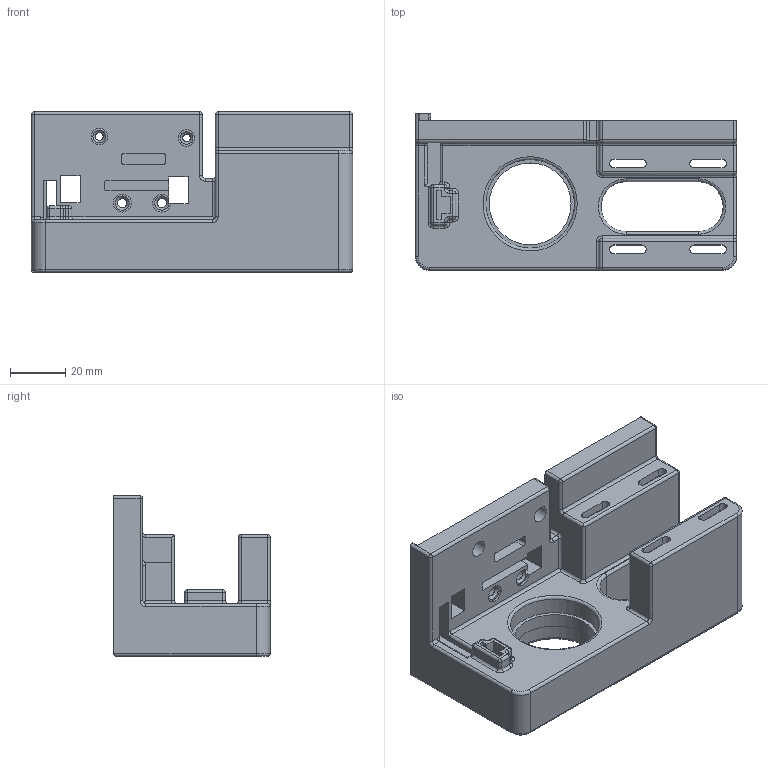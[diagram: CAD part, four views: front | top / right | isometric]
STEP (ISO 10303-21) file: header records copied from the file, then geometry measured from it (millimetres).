
FILE_DESCRIPTION(/* description */ (''),/* implementation_level */ '2;1');
FILE_NAME(/* name */ 'Ender v3se - carriage mount.step',/* time_stamp */ '2025-11-08T21:51:55+01:00',/* author */ (''),/* organization */ (''),/* preprocessor_version */ 'ST-DEVELOPER v20.1',/* originating_system */ 'Autodesk Translation Framework v14.21.0.0',/* authorisation */ '');
FILE_SCHEMA (('AUTOMOTIVE_DESIGN { 1 0 10303 214 3 1 1 }'));
Length unit declared in the file: millimetre
Products named in the file (1): Ender v3se - carriage mount
Bounding box: 115.89 x 56.5 x 58 mm (x, y, z)
Volume: 133414.8 mm3; surface area: 41670.5 mm2
Topology: 1 solids, 1 shells, 295 faces, 709 edges, 428 vertices
Faces by surface type: cylinder 129, plane 107, torus 39, sphere 16, cone 4
Full cylindrical faces by diameter (mm): 2.774 x2, 3.317 x2, 6 x4, 6.5 x2, 11 x3, 29.5 x1, 32 x2
Entity records: 8635 total; most frequent: DIRECTION 1589, CARTESIAN_POINT 1507, ORIENTED_EDGE 1418, EDGE_CURVE 709, AXIS2_PLACEMENT_3D 594, VERTEX_POINT 428, LINE 401, VECTOR 401
